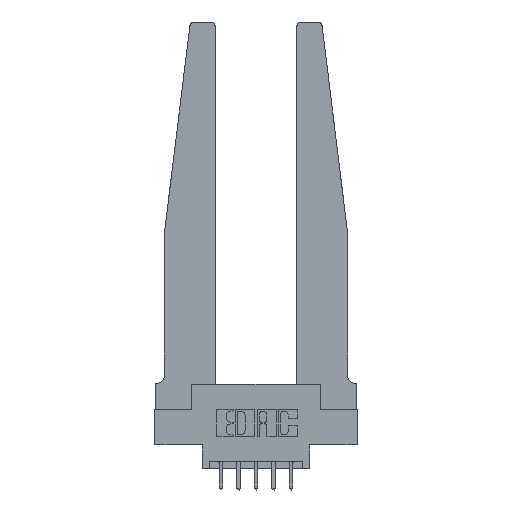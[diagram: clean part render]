
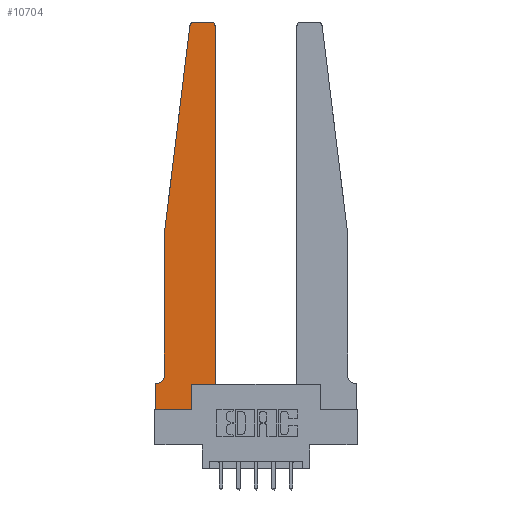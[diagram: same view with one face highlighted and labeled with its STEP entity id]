
A CAD part, top view. The second image highlights one B-rep face of the part: STEP entity #10704.
In plain terms, the highlighted planar face has unit normal (0, 0, 1).
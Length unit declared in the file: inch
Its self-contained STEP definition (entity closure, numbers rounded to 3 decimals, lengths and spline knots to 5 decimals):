
#131 = VECTOR ( 'NONE', #9049, 39.37008 ) ;
#487 = CARTESIAN_POINT ( 'NONE',  ( 0.065, 1.25, 0.37 ) ) ;
#629 = VECTOR ( 'NONE', #962, 39.37008 ) ;
#702 = CARTESIAN_POINT ( 'NONE',  ( 0., 0., 0.37 ) ) ;
#744 = LINE ( 'NONE', #11239, #131 ) ;
#962 = DIRECTION ( 'NONE',  ( 0., 1., 0. ) ) ;
#1023 = VECTOR ( 'NONE', #6953, 39.37008 ) ;
#1728 = EDGE_CURVE ( 'NONE', #13459, #8010, #12206, .T. ) ;
#1747 = CARTESIAN_POINT ( 'NONE',  ( 0.065, 1.25, 0.37 ) ) ;
#2460 = VERTEX_POINT ( 'NONE', #702 ) ;
#2584 = DIRECTION ( 'NONE',  ( 0., 0., 1. ) ) ;
#2590 = VECTOR ( 'NONE', #13301, 39.37008 ) ;
#2598 = CARTESIAN_POINT ( 'NONE',  ( 0.015, 0.2375, 0.37 ) ) ;
#2659 = DIRECTION ( 'NONE',  ( -1., 0., 0. ) ) ;
#2749 = VERTEX_POINT ( 'NONE', #9679 ) ;
#2861 = DIRECTION ( 'NONE',  ( -1., 0., 0. ) ) ;
#2869 = CARTESIAN_POINT ( 'NONE',  ( 0.065, 0.2375, 0.37 ) ) ;
#2913 = CARTESIAN_POINT ( 'NONE',  ( 0.25, 2.75, 0.37 ) ) ;
#2980 = VERTEX_POINT ( 'NONE', #9136 ) ;
#3295 = CARTESIAN_POINT ( 'NONE',  ( 0.27653, 2.75, 0.37 ) ) ;
#3482 = AXIS2_PLACEMENT_3D ( 'NONE', #8974, #2584, #3820 ) ;
#3489 = DIRECTION ( 'NONE',  ( 1., 0., 0. ) ) ;
#3532 = EDGE_CURVE ( 'NONE', #11716, #2749, #8061, .T. ) ;
#3650 = DIRECTION ( 'NONE',  ( 0., -1., 0. ) ) ;
#3689 = CARTESIAN_POINT ( 'NONE',  ( 0., 0., 0.37 ) ) ;
#3728 = CARTESIAN_POINT ( 'NONE',  ( 0.2605, 0., 0.37 ) ) ;
#3820 = DIRECTION ( 'NONE',  ( 1., 0., 0. ) ) ;
#3850 = LINE ( 'NONE', #7140, #6943 ) ;
#3980 = EDGE_CURVE ( 'NONE', #2749, #12274, #5935, .T. ) ;
#4091 = ORIENTED_EDGE ( 'NONE', *, *, #12322, .T. ) ;
#4126 = EDGE_CURVE ( 'NONE', #11102, #13481, #10350, .T. ) ;
#4154 = EDGE_CURVE ( 'NONE', #2980, #7905, #9396, .T. ) ;
#4180 = CARTESIAN_POINT ( 'NONE',  ( 0., 0.1875, 0.37 ) ) ;
#4582 = DIRECTION ( 'NONE',  ( 1., 0., 0. ) ) ;
#4845 = FACE_OUTER_BOUND ( 'NONE', #12058, .T. ) ;
#4943 = ORIENTED_EDGE ( 'NONE', *, *, #3532, .T. ) ;
#5113 = DIRECTION ( 'NONE',  ( 1., 0., 0. ) ) ;
#5242 = ORIENTED_EDGE ( 'NONE', *, *, #7227, .T. ) ;
#5577 = CARTESIAN_POINT ( 'NONE',  ( 0.395, 2.75, 0.37 ) ) ;
#5865 = CIRCLE ( 'NONE', #6298, 0.05 ) ;
#5935 = LINE ( 'NONE', #487, #10963 ) ;
#5963 = VERTEX_POINT ( 'NONE', #7414 ) ;
#6298 = AXIS2_PLACEMENT_3D ( 'NONE', #2598, #9812, #2659 ) ;
#6325 = CARTESIAN_POINT ( 'NONE',  ( 0.24675, 2.72367, 0.37 ) ) ;
#6931 = CIRCLE ( 'NONE', #13307, 0.03 ) ;
#6943 = VECTOR ( 'NONE', #7015, 39.37008 ) ;
#6953 = DIRECTION ( 'NONE',  ( 0., 1., 0. ) ) ;
#7015 = DIRECTION ( 'NONE',  ( 0., -1., 0. ) ) ;
#7132 = CARTESIAN_POINT ( 'NONE',  ( 0.2605, 0.18, 0.37 ) ) ;
#7140 = CARTESIAN_POINT ( 'NONE',  ( 0., 0., 0.37 ) ) ;
#7174 = DIRECTION ( 'NONE',  ( 0., 0., 1. ) ) ;
#7227 = EDGE_CURVE ( 'NONE', #13274, #11716, #6931, .T. ) ;
#7279 = ORIENTED_EDGE ( 'NONE', *, *, #4154, .T. ) ;
#7385 = AXIS2_PLACEMENT_3D ( 'NONE', #11214, #7174, #5113 ) ;
#7400 = EDGE_CURVE ( 'NONE', #7905, #13274, #12323, .T. ) ;
#7414 = CARTESIAN_POINT ( 'NONE',  ( 0.425, 0.18, 0.37 ) ) ;
#7905 = VERTEX_POINT ( 'NONE', #5577 ) ;
#8010 = VERTEX_POINT ( 'NONE', #4180 ) ;
#8061 = LINE ( 'NONE', #1747, #2590 ) ;
#8192 = PLANE ( 'NONE',  #7385 ) ;
#8845 = ORIENTED_EDGE ( 'NONE', *, *, #11613, .T. ) ;
#8974 = CARTESIAN_POINT ( 'NONE',  ( 0.395, 2.72, 0.37 ) ) ;
#9002 = LINE ( 'NONE', #13217, #1023 ) ;
#9016 = EDGE_CURVE ( 'NONE', #2460, #11102, #12125, .T. ) ;
#9049 = DIRECTION ( 'NONE',  ( 1., 0., 0. ) ) ;
#9136 = CARTESIAN_POINT ( 'NONE',  ( 0.425, 2.72, 0.37 ) ) ;
#9253 = CARTESIAN_POINT ( 'NONE',  ( 0.015, 0.1875, 0.37 ) ) ;
#9323 = ORIENTED_EDGE ( 'NONE', *, *, #3980, .T. ) ;
#9396 = CIRCLE ( 'NONE', #3482, 0.03 ) ;
#9523 = VECTOR ( 'NONE', #3489, 39.37008 ) ;
#9679 = CARTESIAN_POINT ( 'NONE',  ( 0.065, 1.25, 0.37 ) ) ;
#9812 = DIRECTION ( 'NONE',  ( 0., 0., -1. ) ) ;
#9925 = CARTESIAN_POINT ( 'NONE',  ( 0.065, 0.1875, 0.37 ) ) ;
#10284 = ORIENTED_EDGE ( 'NONE', *, *, #1728, .T. ) ;
#10315 = DIRECTION ( 'NONE',  ( -1., 0., 0. ) ) ;
#10350 = LINE ( 'NONE', #11326, #629 ) ;
#10704 = ADVANCED_FACE ( 'NONE', ( #4845 ), #8192, .T. ) ;
#10887 = DIRECTION ( 'NONE',  ( 0., 0., 1. ) ) ;
#10903 = ORIENTED_EDGE ( 'NONE', *, *, #4126, .T. ) ;
#10963 = VECTOR ( 'NONE', #3650, 39.37008 ) ;
#11102 = VERTEX_POINT ( 'NONE', #3728 ) ;
#11214 = CARTESIAN_POINT ( 'NONE',  ( 0., 0.1875, 0.37 ) ) ;
#11239 = CARTESIAN_POINT ( 'NONE',  ( 0.425, 0.18, 0.37 ) ) ;
#11249 = ORIENTED_EDGE ( 'NONE', *, *, #12993, .T. ) ;
#11326 = CARTESIAN_POINT ( 'NONE',  ( 0.2605, 0.18, 0.37 ) ) ;
#11412 = ORIENTED_EDGE ( 'NONE', *, *, #7400, .T. ) ;
#11613 = EDGE_CURVE ( 'NONE', #8010, #2460, #3850, .T. ) ;
#11634 = ORIENTED_EDGE ( 'NONE', *, *, #13363, .T. ) ;
#11666 = VECTOR ( 'NONE', #2861, 39.37008 ) ;
#11716 = VERTEX_POINT ( 'NONE', #6325 ) ;
#12054 = CARTESIAN_POINT ( 'NONE',  ( 0.27653, 2.72, 0.37 ) ) ;
#12058 = EDGE_LOOP ( 'NONE', ( #11412, #5242, #4943, #9323, #11634, #10284, #8845, #12152, #10903, #4091, #11249, #7279 ) ) ;
#12125 = LINE ( 'NONE', #3689, #9523 ) ;
#12152 = ORIENTED_EDGE ( 'NONE', *, *, #9016, .T. ) ;
#12206 = LINE ( 'NONE', #9925, #11666 ) ;
#12274 = VERTEX_POINT ( 'NONE', #2869 ) ;
#12322 = EDGE_CURVE ( 'NONE', #13481, #5963, #744, .T. ) ;
#12323 = LINE ( 'NONE', #2913, #13024 ) ;
#12993 = EDGE_CURVE ( 'NONE', #5963, #2980, #9002, .T. ) ;
#13024 = VECTOR ( 'NONE', #10315, 39.37008 ) ;
#13217 = CARTESIAN_POINT ( 'NONE',  ( 0.425, 0.18, 0.37 ) ) ;
#13274 = VERTEX_POINT ( 'NONE', #3295 ) ;
#13301 = DIRECTION ( 'NONE',  ( -0.122, -0.992, 0. ) ) ;
#13307 = AXIS2_PLACEMENT_3D ( 'NONE', #12054, #10887, #4582 ) ;
#13363 = EDGE_CURVE ( 'NONE', #12274, #13459, #5865, .T. ) ;
#13459 = VERTEX_POINT ( 'NONE', #9253 ) ;
#13481 = VERTEX_POINT ( 'NONE', #7132 ) ;
